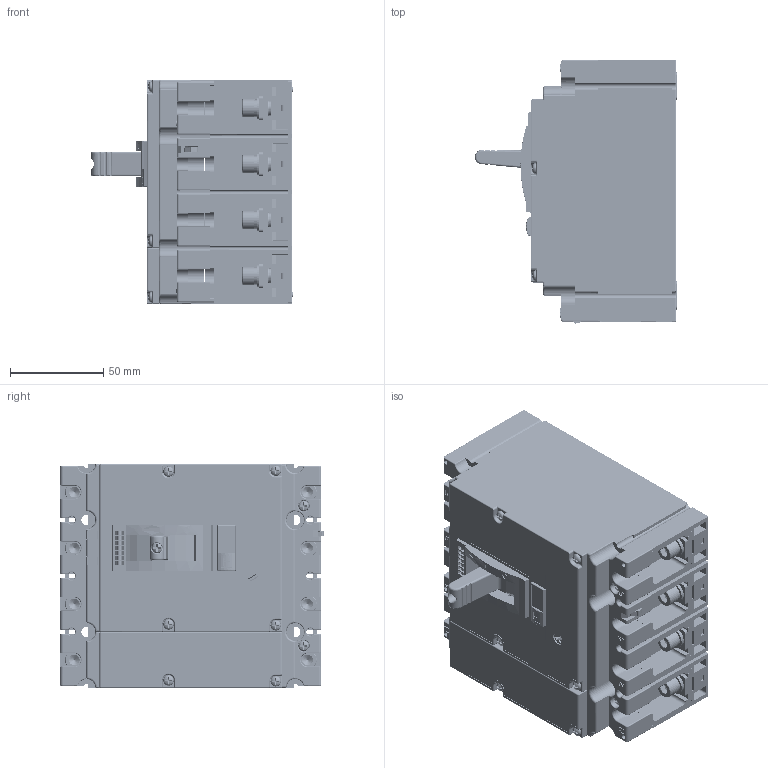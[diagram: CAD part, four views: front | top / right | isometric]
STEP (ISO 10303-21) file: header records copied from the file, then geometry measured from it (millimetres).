
FILE_DESCRIPTION (( 'STEP AP214' ), '1' );
FILE_NAME ('NM8N-125-4P_asm.stp', '2022-10-19T06:31:25', ( '' ), ( '' ), 'SwSTEP 2.0', 'SolidWorks 2021', '' );
FILE_SCHEMA (( 'AUTOMOTIVE_DESIGN' ));
Length unit declared in the file: metre
Products named in the file (1): NM8N-125-4P_asm
Bounding box: 108.41 x 141.23 x 120 mm (x, y, z)
Surface area: 241715.5 mm2 (no closed solid volume)
Topology: 0 solids, 81 shells, 8119 faces, 22699 edges, 14619 vertices
Faces by surface type: plane 5617, cylinder 1901, torus 271, cone 196, sphere 85, bspline 49
Entity records: 282872 total; most frequent: CARTESIAN_POINT 67955, ORIENTED_EDGE 45018, DIRECTION 41098, EDGE_CURVE 22615, VECTOR 16654, LINE 16654, VERTEX_POINT 14614, AXIS2_PLACEMENT_3D 12222
